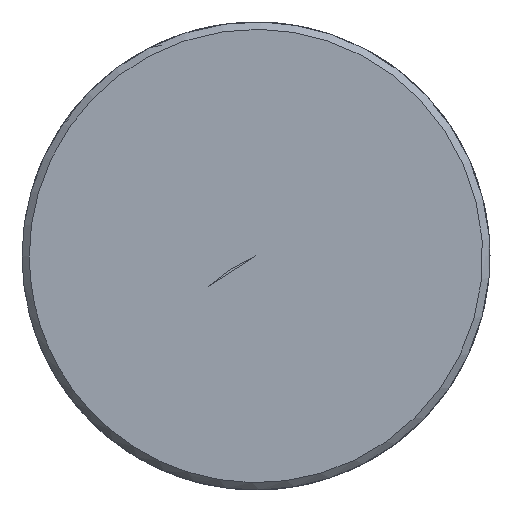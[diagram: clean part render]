
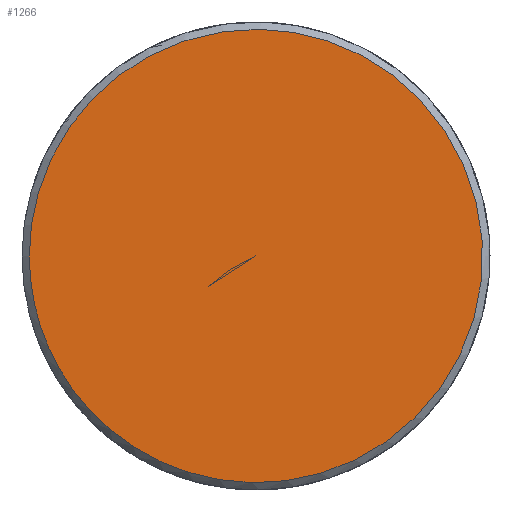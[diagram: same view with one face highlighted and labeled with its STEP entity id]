
A CAD part, left-side view. The second image highlights one B-rep face of the part: STEP entity #1266.
In plain terms, the highlighted free-form (B-spline) face has degree [5, 1] with [6, 2] control points.
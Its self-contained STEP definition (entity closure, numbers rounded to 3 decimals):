
#1194 = CARTESIAN_POINT ('', (-117., 7.75, 0.));
#1195 = VERTEX_POINT ('', #1194);
#1203 = CARTESIAN_POINT ('', (-117., 7.75, 0.));
#1204 = CARTESIAN_POINT ('', (-117., 7.75, 31.));
#1205 = CARTESIAN_POINT ('', (-117., -23.25, 15.5));
#1206 = CARTESIAN_POINT ('', (-117., -23.25, -15.5));
#1207 = CARTESIAN_POINT ('', (-117., 7.75, -31.));
#1208 = CARTESIAN_POINT ('', (-117., 7.75, 0.));
#1209 = (
   BOUNDED_CURVE ()
   B_SPLINE_CURVE (5, (#1203, #1204, #1205, #1206, #1207, #1208), .UNSPECIFIED., .T., .U.)
   B_SPLINE_CURVE_WITH_KNOTS ((6, 6), (0., 1.), .UNSPECIFIED.)
   CURVE ()
   GEOMETRIC_REPRESENTATION_ITEM ()
   RATIONAL_B_SPLINE_CURVE ((5., 1., 1., 1., 1., 5.))
   REPRESENTATION_ITEM ('')
);
#1210 = EDGE_CURVE ('', #1195, #1195, #1209, .T.);
#1242 = CARTESIAN_POINT ('', (-117., 0., 0.));
#1243 = VERTEX_POINT ('', #1242);
#1244 = CARTESIAN_POINT ('', (-117., 0., 0.));
#1245 = CARTESIAN_POINT ('', (-117., 7.75, 0.));
#1246 = B_SPLINE_CURVE_WITH_KNOTS ('', 1, (#1244, #1245), .UNSPECIFIED., .F., .U., (2, 2), (0., 1.), .UNSPECIFIED.);
#1247 = EDGE_CURVE ('', #1243, #1195, #1246, .T.);
#1248 = ORIENTED_EDGE ('', *, *, #1247, .F.);
#1249 = ORIENTED_EDGE ('', *, *, #1247, .T.);
#1250 = ORIENTED_EDGE ('', *, *, #1210, .F.);
#1251 = EDGE_LOOP ('', (#1248, #1249, #1250));
#1252 = FACE_OUTER_BOUND ('', #1251, .T.);
#1253 = CARTESIAN_POINT ('', (-117., 0., 0.));
#1254 = CARTESIAN_POINT ('', (-117., 7.75, 0.));
#1255 = CARTESIAN_POINT ('', (-117., 0., 0.));
#1256 = CARTESIAN_POINT ('', (-117., 7.75, 31.));
#1257 = CARTESIAN_POINT ('', (-117., 0., 0.));
#1258 = CARTESIAN_POINT ('', (-117., -23.25, 15.5));
#1259 = CARTESIAN_POINT ('', (-117., 0., 0.));
#1260 = CARTESIAN_POINT ('', (-117., -23.25, -15.5));
#1261 = CARTESIAN_POINT ('', (-117., 0., 0.));
#1262 = CARTESIAN_POINT ('', (-117., 7.75, -31.));
#1263 = CARTESIAN_POINT ('', (-117., 0., 0.));
#1264 = CARTESIAN_POINT ('', (-117., 7.75, 0.));
#1265 = (
   BOUNDED_SURFACE ()
   B_SPLINE_SURFACE (5, 1, ((#1253, #1254), (#1255, #1256), (#1257, #1258), (#1259, #1260), (#1261, #1262), (#1263, #1264)), .UNSPECIFIED., .T., .F., .U.)
   B_SPLINE_SURFACE_WITH_KNOTS ((6, 6), (2, 2), (0., 1.), (0., 1.), .UNSPECIFIED.)
   SURFACE ()
   GEOMETRIC_REPRESENTATION_ITEM ()
   RATIONAL_B_SPLINE_SURFACE (((5., 5.), (1., 1.), (1., 1.), (1., 1.), (1., 1.), (5., 5.)))
   REPRESENTATION_ITEM ('')
);
#1266 = ADVANCED_FACE ('', (#1252), #1265, .T.);
